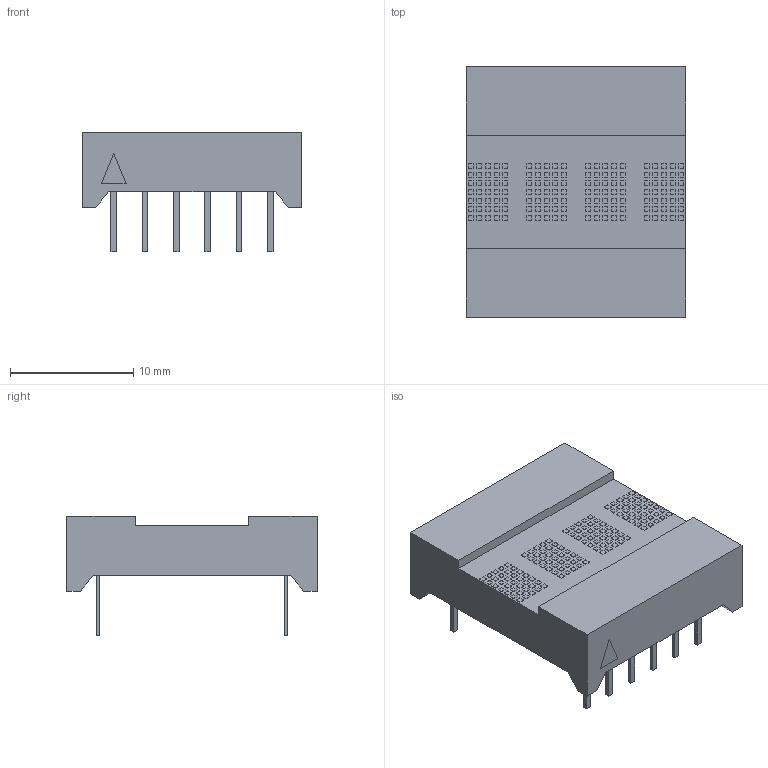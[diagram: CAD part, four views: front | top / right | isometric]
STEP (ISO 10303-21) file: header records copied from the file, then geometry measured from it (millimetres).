
FILE_DESCRIPTION((''),'2;1');
FILE_NAME('DS_OSRAM_DLx1414.stp','2009-08-04T10:31:02',(''),(''),'Mechanical Desktop 2006','Mechanical Desktop 2006',', , ');
FILE_SCHEMA(('AUTOMOTIVE_DESIGN { 1 2 10303 214 0 1 1 1 }'));
Length unit declared in the file: millimetre
Products named in the file (1): Product
Bounding box: 17.78 x 20.32 x 9.73 mm (x, y, z)
Volume: 1637.1 mm3; surface area: 1283.5 mm2
Topology: 154 solids, 154 shells, 943 faces, 1906 edges, 1276 vertices
Faces by surface type: plane 943
Entity records: 23963 total; most frequent: CARTESIAN_POINT 4122, ORIENTED_EDGE 3804, DIRECTION 3794, VECTOR 1906, LINE 1906, EDGE_CURVE 1902, VERTEX_POINT 1268, AXIS2_PLACEMENT_3D 944
